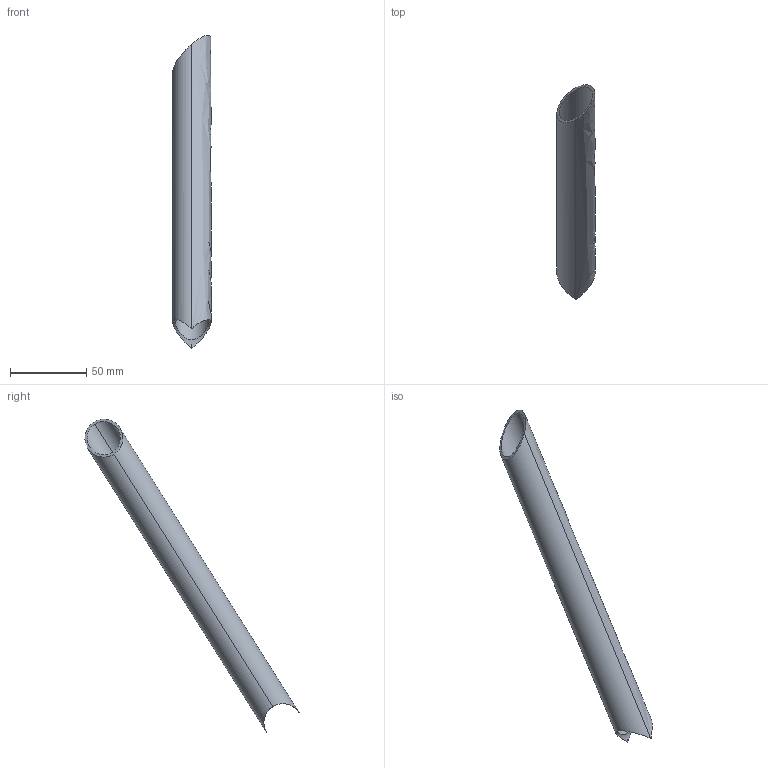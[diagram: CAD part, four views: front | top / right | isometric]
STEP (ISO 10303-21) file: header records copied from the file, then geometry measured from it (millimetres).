
FILE_DESCRIPTION(('STEP AP214'),'1');
FILE_NAME('11.stp','2018-12-20T10:29:54',(' '),(' '),'Spatial InterOp 3D',' ',' ');
FILE_SCHEMA(('AUTOMOTIVE_DESIGN { 1 0 10303 214 1 1 1 1 }'));
Length unit declared in the file: metre
Products named in the file (1): Corps principal
Bounding box: 25.14 x 140.66 x 205.98 mm (x, y, z)
Volume: 23189.5 mm3; surface area: 31653.4 mm2
Topology: 1 solids, 1 shells, 8 faces, 25 edges, 17 vertices
Faces by surface type: cylinder 6, bspline 1, plane 1
Entity records: 684 total; most frequent: CARTESIAN_POINT 384, ORIENTED_EDGE 48, DIRECTION 38, EDGE_CURVE 24, VERTEX_POINT 17, AXIS2_PLACEMENT_3D 16, B_SPLINE_CURVE_WITH_KNOTS 10, STYLED_ITEM 9
